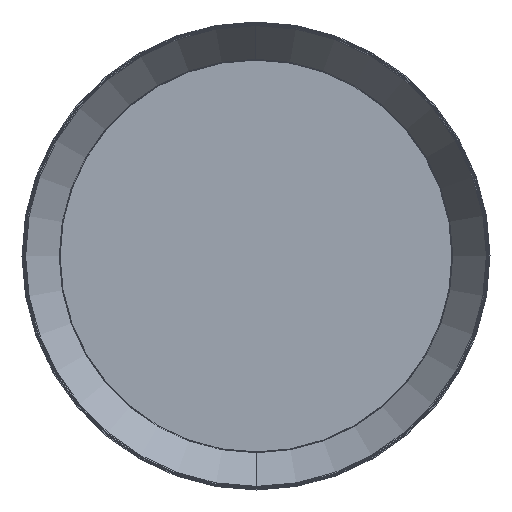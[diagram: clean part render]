
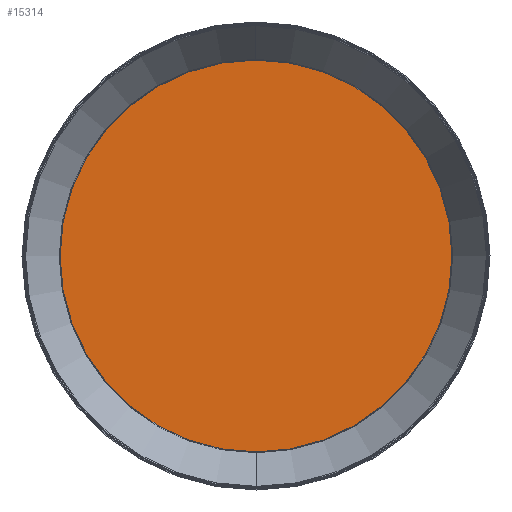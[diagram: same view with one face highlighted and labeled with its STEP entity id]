
A CAD part, front view. The second image highlights one B-rep face of the part: STEP entity #15314.
In plain terms, the highlighted planar face has unit normal (0, -1, 0).
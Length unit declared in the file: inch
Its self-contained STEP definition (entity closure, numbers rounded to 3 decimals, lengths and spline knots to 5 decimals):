
#130 = AXIS2_PLACEMENT_3D ( 'NONE', #4795, #4796, #4797 ) ;
#921 = AXIS2_PLACEMENT_3D ( 'NONE', #42741, #42742, #42743 ) ;
#924 = AXIS2_PLACEMENT_3D ( 'NONE', #42755, #42756, #42757 ) ;
#3984 = FACE_OUTER_BOUND ( 'NONE', #36121, .T. ) ;
#4786 = PLANE ( 'NONE',  #130 ) ;
#4795 = CARTESIAN_POINT ( 'NONE',  ( 0., -38.29979, 0. ) ) ;
#4796 = DIRECTION ( 'NONE',  ( 0., -1., 0. ) ) ;
#4797 = DIRECTION ( 'NONE',  ( 0.81, 0., -0.587 ) ) ;
#7888 = CIRCLE ( 'NONE', #921, 16.375 ) ;
#7898 = CIRCLE ( 'NONE', #924, 16.375 ) ;
#15314 = ADVANCED_FACE ( 'NONE', ( #3984 ), #4786, .T. ) ;
#20832 = EDGE_CURVE ( 'NONE', #35242, #35256, #7888, .T. ) ;
#20848 = EDGE_CURVE ( 'NONE', #35256, #35242, #7898, .T. ) ;
#24098 = CARTESIAN_POINT ( 'NONE',  ( -13.25784, -38.29979, 9.61095 ) ) ;
#24100 = CARTESIAN_POINT ( 'NONE',  ( 13.25784, -38.29979, -9.61095 ) ) ;
#35242 = VERTEX_POINT ( 'NONE', #24100 ) ;
#35256 = VERTEX_POINT ( 'NONE', #24098 ) ;
#36121 = EDGE_LOOP ( 'NONE', ( #43998, #44125 ) ) ;
#42741 = CARTESIAN_POINT ( 'NONE',  ( 0., -38.29979, 0. ) ) ;
#42742 = DIRECTION ( 'NONE',  ( 0., -1., 0. ) ) ;
#42743 = DIRECTION ( 'NONE',  ( 0.81, 0., -0.587 ) ) ;
#42755 = CARTESIAN_POINT ( 'NONE',  ( 0., -38.29979, 0. ) ) ;
#42756 = DIRECTION ( 'NONE',  ( 0., -1., 0. ) ) ;
#42757 = DIRECTION ( 'NONE',  ( 0.81, 0., -0.587 ) ) ;
#43998 = ORIENTED_EDGE ( 'NONE', *, *, #20832, .T. ) ;
#44125 = ORIENTED_EDGE ( 'NONE', *, *, #20848, .T. ) ;
